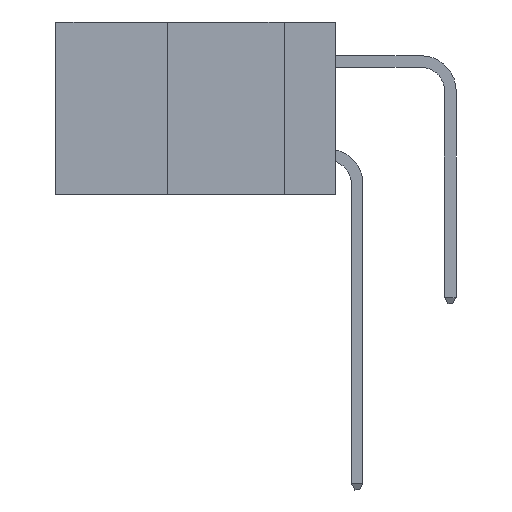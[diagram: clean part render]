
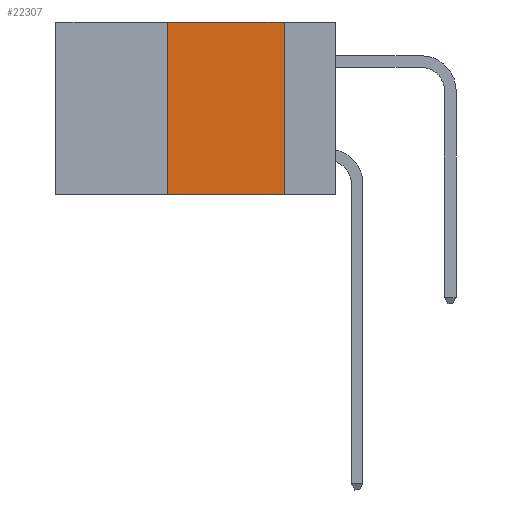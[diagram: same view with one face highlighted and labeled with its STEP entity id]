
A CAD part, left-side view. The second image highlights one B-rep face of the part: STEP entity #22307.
In plain terms, the highlighted planar face has unit normal (-1, 0, 0).
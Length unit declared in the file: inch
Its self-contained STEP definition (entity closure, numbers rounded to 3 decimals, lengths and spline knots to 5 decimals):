
#2780 = EDGE_CURVE ( 'NONE', #33550, #27688, #29659, .T. ) ;
#3496 = CARTESIAN_POINT ( 'NONE',  ( 0., 0.6, 0. ) ) ;
#4590 = DIRECTION ( 'NONE',  ( 0., 0., -1. ) ) ;
#5905 = VERTEX_POINT ( 'NONE', #36287 ) ;
#7031 = AXIS2_PLACEMENT_3D ( 'NONE', #33541, #23446, #4590 ) ;
#7142 = CARTESIAN_POINT ( 'NONE',  ( 0., 0.36, -0.37 ) ) ;
#7167 = DIRECTION ( 'NONE',  ( 0., 0., 1. ) ) ;
#7257 = EDGE_CURVE ( 'NONE', #33550, #5905, #16381, .T. ) ;
#8559 = VECTOR ( 'NONE', #30085, 39.37008 ) ;
#10569 = DIRECTION ( 'NONE',  ( 0., -1., 0. ) ) ;
#10797 = CARTESIAN_POINT ( 'NONE',  ( 0., 0.6, -0.37 ) ) ;
#11216 = CARTESIAN_POINT ( 'NONE',  ( 0., 0.11, 0. ) ) ;
#11873 = VECTOR ( 'NONE', #10569, 39.37008 ) ;
#16000 = ORIENTED_EDGE ( 'NONE', *, *, #35045, .F. ) ;
#16381 = LINE ( 'NONE', #39528, #36871 ) ;
#18538 = CARTESIAN_POINT ( 'NONE',  ( 0., 0.11, 0. ) ) ;
#20407 = LINE ( 'NONE', #3496, #11873 ) ;
#21052 = LINE ( 'NONE', #11216, #37206 ) ;
#22307 = ADVANCED_FACE ( 'NONE', ( #40381 ), #23874, .F. ) ;
#23446 = DIRECTION ( 'NONE',  ( 1., 0., 0. ) ) ;
#23874 = PLANE ( 'NONE',  #7031 ) ;
#24489 = DIRECTION ( 'NONE',  ( 0., 0., -1. ) ) ;
#27688 = VERTEX_POINT ( 'NONE', #37596 ) ;
#28448 = EDGE_LOOP ( 'NONE', ( #16000, #41496, #40997, #31455 ) ) ;
#29659 = LINE ( 'NONE', #10797, #8559 ) ;
#30085 = DIRECTION ( 'NONE',  ( 0., -1., 0. ) ) ;
#31455 = ORIENTED_EDGE ( 'NONE', *, *, #2780, .T. ) ;
#32702 = EDGE_CURVE ( 'NONE', #5905, #41003, #20407, .T. ) ;
#33541 = CARTESIAN_POINT ( 'NONE',  ( 0., 0.6, 0. ) ) ;
#33550 = VERTEX_POINT ( 'NONE', #7142 ) ;
#35045 = EDGE_CURVE ( 'NONE', #41003, #27688, #21052, .T. ) ;
#36287 = CARTESIAN_POINT ( 'NONE',  ( 0., 0.36, 0. ) ) ;
#36871 = VECTOR ( 'NONE', #7167, 39.37008 ) ;
#37206 = VECTOR ( 'NONE', #24489, 39.37008 ) ;
#37596 = CARTESIAN_POINT ( 'NONE',  ( 0., 0.11, -0.37 ) ) ;
#39528 = CARTESIAN_POINT ( 'NONE',  ( 0., 0.36, 0. ) ) ;
#40381 = FACE_OUTER_BOUND ( 'NONE', #28448, .T. ) ;
#40997 = ORIENTED_EDGE ( 'NONE', *, *, #7257, .F. ) ;
#41003 = VERTEX_POINT ( 'NONE', #18538 ) ;
#41496 = ORIENTED_EDGE ( 'NONE', *, *, #32702, .F. ) ;
